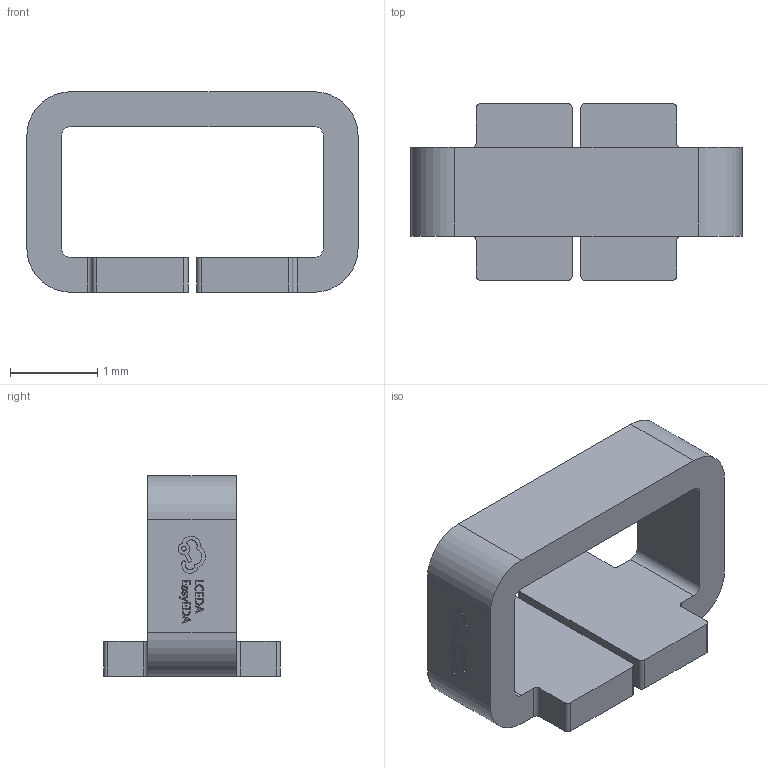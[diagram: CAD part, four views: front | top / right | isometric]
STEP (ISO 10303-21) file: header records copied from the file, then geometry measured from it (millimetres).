
FILE_DESCRIPTION (( 'STEP AP214' ), '1' );
FILE_NAME ('TESTPOINT-SMD_L3.8-W2.0_RH-5019.STEP', '2024-03-25T02:34:33', ( 'PC' ), ( 'Microsoft' ), 'SwSTEP 2.0', 'SolidWorks 2020', '' );
FILE_SCHEMA (( 'AUTOMOTIVE_DESIGN' ));
Length unit declared in the file: millimetre
Products named in the file (1): TESTPOINT-SMD_L3.8-W2.0_RH-5019
Bounding box: 3.81 x 2.03 x 2.3 mm (x, y, z)
Volume: 5 mm3; surface area: 35.2 mm2
Topology: 1 solids, 1 shells, 266 faces, 735 edges, 490 vertices
Faces by surface type: plane 148, bspline 98, cylinder 20
Entity records: 11911 total; most frequent: CARTESIAN_POINT 2798, ORIENTED_EDGE 1470, DIRECTION 913, EDGE_CURVE 735, VECTOR 495, LINE 495, VERTEX_POINT 490, EDGE_LOOP 285
